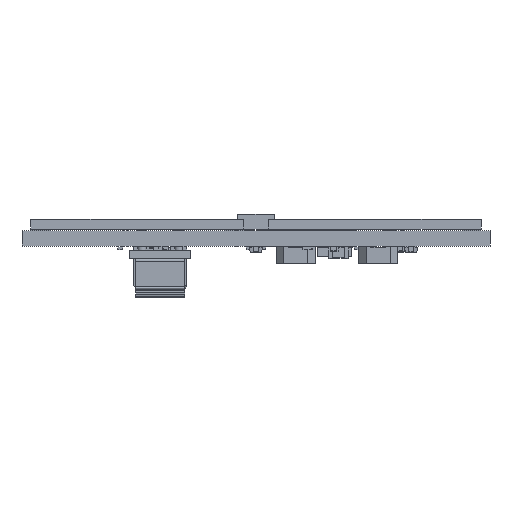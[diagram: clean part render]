
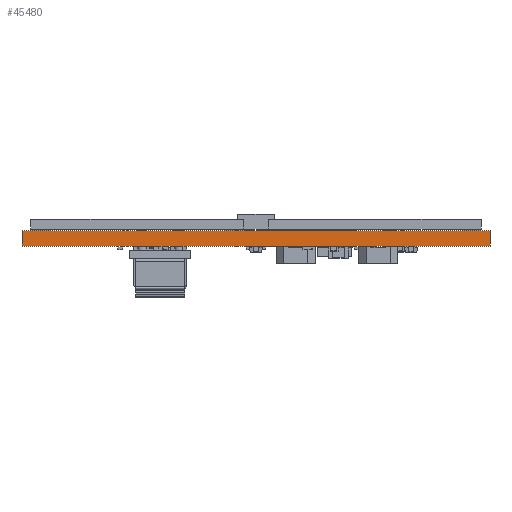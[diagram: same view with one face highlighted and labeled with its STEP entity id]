
A CAD part, front view. The second image highlights one B-rep face of the part: STEP entity #45480.
In plain terms, the highlighted planar face has unit normal (0, -1, 0).
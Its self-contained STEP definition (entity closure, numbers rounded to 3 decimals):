
#45299 = PLANE('',#45300);
#45300 = AXIS2_PLACEMENT_3D('',#45301,#45302,#45303);
#45301 = CARTESIAN_POINT('',(130.9,-42.3,0.));
#45302 = DIRECTION('',(1.,0.,-0.));
#45303 = DIRECTION('',(0.,-1.,0.));
#45324 = VERTEX_POINT('',#45325);
#45325 = CARTESIAN_POINT('',(130.9,-90.7,1.6));
#45339 = PLANE('',#45340);
#45340 = AXIS2_PLACEMENT_3D('',#45341,#45342,#45343);
#45341 = CARTESIAN_POINT('',(106.7,-66.5,1.6));
#45342 = DIRECTION('',(-0.,-0.,-1.));
#45343 = DIRECTION('',(-1.,0.,0.));
#45351 = EDGE_CURVE('',#45352,#45324,#45354,.T.);
#45352 = VERTEX_POINT('',#45353);
#45353 = CARTESIAN_POINT('',(130.9,-90.7,0.));
#45354 = SURFACE_CURVE('',#45355,(#45359,#45366),.PCURVE_S1.);
#45355 = LINE('',#45356,#45357);
#45356 = CARTESIAN_POINT('',(130.9,-90.7,0.));
#45357 = VECTOR('',#45358,1.);
#45358 = DIRECTION('',(0.,0.,1.));
#45359 = PCURVE('',#45299,#45360);
#45360 = DEFINITIONAL_REPRESENTATION('',(#45361),#45365);
#45361 = LINE('',#45362,#45363);
#45362 = CARTESIAN_POINT('',(48.4,0.));
#45363 = VECTOR('',#45364,1.);
#45364 = DIRECTION('',(0.,-1.));
#45365 = ( GEOMETRIC_REPRESENTATION_CONTEXT(2) 
PARAMETRIC_REPRESENTATION_CONTEXT() REPRESENTATION_CONTEXT('2D SPACE',''
  ) );
#45366 = PCURVE('',#45367,#45372);
#45367 = PLANE('',#45368);
#45368 = AXIS2_PLACEMENT_3D('',#45369,#45370,#45371);
#45369 = CARTESIAN_POINT('',(130.9,-90.7,0.));
#45370 = DIRECTION('',(0.,-1.,0.));
#45371 = DIRECTION('',(-1.,0.,0.));
#45372 = DEFINITIONAL_REPRESENTATION('',(#45373),#45377);
#45373 = LINE('',#45374,#45375);
#45374 = CARTESIAN_POINT('',(0.,-0.));
#45375 = VECTOR('',#45376,1.);
#45376 = DIRECTION('',(0.,-1.));
#45377 = ( GEOMETRIC_REPRESENTATION_CONTEXT(2) 
PARAMETRIC_REPRESENTATION_CONTEXT() REPRESENTATION_CONTEXT('2D SPACE',''
  ) );
#45393 = PLANE('',#45394);
#45394 = AXIS2_PLACEMENT_3D('',#45395,#45396,#45397);
#45395 = CARTESIAN_POINT('',(106.7,-66.5,0.));
#45396 = DIRECTION('',(-0.,-0.,-1.));
#45397 = DIRECTION('',(-1.,0.,0.));
#45426 = PLANE('',#45427);
#45427 = AXIS2_PLACEMENT_3D('',#45428,#45429,#45430);
#45428 = CARTESIAN_POINT('',(82.5,-90.7,0.));
#45429 = DIRECTION('',(-1.,0.,0.));
#45430 = DIRECTION('',(0.,1.,0.));
#45480 = ADVANCED_FACE('',(#45481),#45367,.T.);
#45481 = FACE_BOUND('',#45482,.T.);
#45482 = EDGE_LOOP('',(#45483,#45484,#45507,#45530));
#45483 = ORIENTED_EDGE('',*,*,#45351,.T.);
#45484 = ORIENTED_EDGE('',*,*,#45485,.T.);
#45485 = EDGE_CURVE('',#45324,#45486,#45488,.T.);
#45486 = VERTEX_POINT('',#45487);
#45487 = CARTESIAN_POINT('',(82.5,-90.7,1.6));
#45488 = SURFACE_CURVE('',#45489,(#45493,#45500),.PCURVE_S1.);
#45489 = LINE('',#45490,#45491);
#45490 = CARTESIAN_POINT('',(130.9,-90.7,1.6));
#45491 = VECTOR('',#45492,1.);
#45492 = DIRECTION('',(-1.,0.,0.));
#45493 = PCURVE('',#45367,#45494);
#45494 = DEFINITIONAL_REPRESENTATION('',(#45495),#45499);
#45495 = LINE('',#45496,#45497);
#45496 = CARTESIAN_POINT('',(0.,-1.6));
#45497 = VECTOR('',#45498,1.);
#45498 = DIRECTION('',(1.,0.));
#45499 = ( GEOMETRIC_REPRESENTATION_CONTEXT(2) 
PARAMETRIC_REPRESENTATION_CONTEXT() REPRESENTATION_CONTEXT('2D SPACE',''
  ) );
#45500 = PCURVE('',#45339,#45501);
#45501 = DEFINITIONAL_REPRESENTATION('',(#45502),#45506);
#45502 = LINE('',#45503,#45504);
#45503 = CARTESIAN_POINT('',(-24.2,-24.2));
#45504 = VECTOR('',#45505,1.);
#45505 = DIRECTION('',(1.,0.));
#45506 = ( GEOMETRIC_REPRESENTATION_CONTEXT(2) 
PARAMETRIC_REPRESENTATION_CONTEXT() REPRESENTATION_CONTEXT('2D SPACE',''
  ) );
#45507 = ORIENTED_EDGE('',*,*,#45508,.F.);
#45508 = EDGE_CURVE('',#45509,#45486,#45511,.T.);
#45509 = VERTEX_POINT('',#45510);
#45510 = CARTESIAN_POINT('',(82.5,-90.7,0.));
#45511 = SURFACE_CURVE('',#45512,(#45516,#45523),.PCURVE_S1.);
#45512 = LINE('',#45513,#45514);
#45513 = CARTESIAN_POINT('',(82.5,-90.7,0.));
#45514 = VECTOR('',#45515,1.);
#45515 = DIRECTION('',(0.,0.,1.));
#45516 = PCURVE('',#45367,#45517);
#45517 = DEFINITIONAL_REPRESENTATION('',(#45518),#45522);
#45518 = LINE('',#45519,#45520);
#45519 = CARTESIAN_POINT('',(48.4,0.));
#45520 = VECTOR('',#45521,1.);
#45521 = DIRECTION('',(0.,-1.));
#45522 = ( GEOMETRIC_REPRESENTATION_CONTEXT(2) 
PARAMETRIC_REPRESENTATION_CONTEXT() REPRESENTATION_CONTEXT('2D SPACE',''
  ) );
#45523 = PCURVE('',#45426,#45524);
#45524 = DEFINITIONAL_REPRESENTATION('',(#45525),#45529);
#45525 = LINE('',#45526,#45527);
#45526 = CARTESIAN_POINT('',(0.,0.));
#45527 = VECTOR('',#45528,1.);
#45528 = DIRECTION('',(0.,-1.));
#45529 = ( GEOMETRIC_REPRESENTATION_CONTEXT(2) 
PARAMETRIC_REPRESENTATION_CONTEXT() REPRESENTATION_CONTEXT('2D SPACE',''
  ) );
#45530 = ORIENTED_EDGE('',*,*,#45531,.F.);
#45531 = EDGE_CURVE('',#45352,#45509,#45532,.T.);
#45532 = SURFACE_CURVE('',#45533,(#45537,#45544),.PCURVE_S1.);
#45533 = LINE('',#45534,#45535);
#45534 = CARTESIAN_POINT('',(130.9,-90.7,0.));
#45535 = VECTOR('',#45536,1.);
#45536 = DIRECTION('',(-1.,0.,0.));
#45537 = PCURVE('',#45367,#45538);
#45538 = DEFINITIONAL_REPRESENTATION('',(#45539),#45543);
#45539 = LINE('',#45540,#45541);
#45540 = CARTESIAN_POINT('',(0.,-0.));
#45541 = VECTOR('',#45542,1.);
#45542 = DIRECTION('',(1.,0.));
#45543 = ( GEOMETRIC_REPRESENTATION_CONTEXT(2) 
PARAMETRIC_REPRESENTATION_CONTEXT() REPRESENTATION_CONTEXT('2D SPACE',''
  ) );
#45544 = PCURVE('',#45393,#45545);
#45545 = DEFINITIONAL_REPRESENTATION('',(#45546),#45550);
#45546 = LINE('',#45547,#45548);
#45547 = CARTESIAN_POINT('',(-24.2,-24.2));
#45548 = VECTOR('',#45549,1.);
#45549 = DIRECTION('',(1.,0.));
#45550 = ( GEOMETRIC_REPRESENTATION_CONTEXT(2) 
PARAMETRIC_REPRESENTATION_CONTEXT() REPRESENTATION_CONTEXT('2D SPACE',''
  ) );
